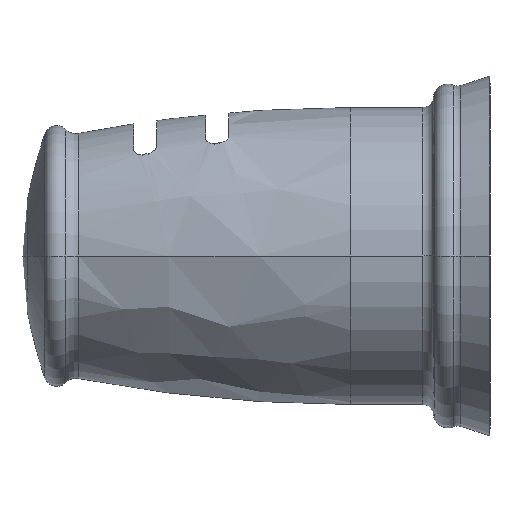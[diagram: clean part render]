
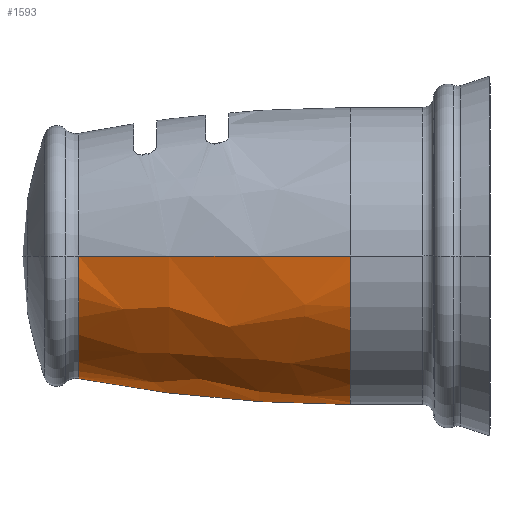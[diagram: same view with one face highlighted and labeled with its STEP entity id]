
A CAD part, left-side view. The second image highlights one B-rep face of the part: STEP entity #1593.
In plain terms, the highlighted free-form (B-spline) face has degree [3, 3] with [7, 4] control points.
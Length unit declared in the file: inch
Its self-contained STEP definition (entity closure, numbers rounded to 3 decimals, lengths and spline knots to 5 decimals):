
#239=CARTESIAN_POINT('',(0.,2.28567,0.));
#240=DIRECTION('',(0.,-1.,0.));
#241=DIRECTION('',(-1.,0.,0.));
#242=AXIS2_PLACEMENT_3D('',#239,#240,#241);
#244=CARTESIAN_POINT('',(7.18231,0.775,0.));
#245=DIRECTION('',(0.,0.,-1.));
#246=DIRECTION('',(-1.,0.,0.));
#247=AXIS2_PLACEMENT_3D('',#244,#245,#246);
#249=CARTESIAN_POINT('',(0.,0.775,0.));
#250=DIRECTION('',(0.,1.,0.));
#251=DIRECTION('',(1.,0.,0.));
#252=AXIS2_PLACEMENT_3D('',#249,#250,#251);
#254=CARTESIAN_POINT('',(-7.18231,0.775,0.));
#255=DIRECTION('',(0.,0.,1.));
#256=DIRECTION('',(1.,0.,0.));
#257=AXIS2_PLACEMENT_3D('',#254,#255,#256);
#1224=CARTESIAN_POINT('',(0.825,0.775,0.));
#1225=CARTESIAN_POINT('',(-0.825,0.775,0.));
#1226=VERTEX_POINT('',#1224);
#1227=VERTEX_POINT('',#1225);
#1232=CARTESIAN_POINT('',(-0.68121,2.28567,0.));
#1233=CARTESIAN_POINT('',(0.68121,2.28567,0.));
#1234=VERTEX_POINT('',#1232);
#1235=VERTEX_POINT('',#1233);
#1557=CARTESIAN_POINT('',(-0.67408,2.31551,
0.04241));
#1558=CARTESIAN_POINT('',(-0.77541,1.79765,
0.04878));
#1559=CARTESIAN_POINT('',(-0.82531,1.27232,
0.05192));
#1560=CARTESIAN_POINT('',(-0.82331,0.7446,
0.0518));
#1561=CARTESIAN_POINT('',(-0.70018,2.31551,
-0.37242));
#1562=CARTESIAN_POINT('',(-0.80543,1.79765,
-0.4284));
#1563=CARTESIAN_POINT('',(-0.85727,1.27232,
-0.45597));
#1564=CARTESIAN_POINT('',(-0.85519,0.7446,
-0.45487));
#1565=CARTESIAN_POINT('',(-0.41565,2.31551,
-0.67541));
#1566=CARTESIAN_POINT('',(-0.47813,1.79765,
-0.77694));
#1567=CARTESIAN_POINT('',(-0.5089,1.27232,
-0.82695));
#1568=CARTESIAN_POINT('',(-0.50767,0.7446,
-0.82494));
#1569=CARTESIAN_POINT('',(0.,2.31551,-0.67541));
#1570=CARTESIAN_POINT('',(0.,1.79765,-0.77694));
#1571=CARTESIAN_POINT('',(0.,1.27232,-0.82695));
#1572=CARTESIAN_POINT('',(0.,0.7446,-0.82494));
#1573=CARTESIAN_POINT('',(0.41565,2.31551,
-0.67541));
#1574=CARTESIAN_POINT('',(0.47813,1.79765,
-0.77694));
#1575=CARTESIAN_POINT('',(0.5089,1.27232,
-0.82695));
#1576=CARTESIAN_POINT('',(0.50767,0.7446,
-0.82494));
#1577=CARTESIAN_POINT('',(0.70018,2.31551,
-0.37242));
#1578=CARTESIAN_POINT('',(0.80543,1.79765,
-0.4284));
#1579=CARTESIAN_POINT('',(0.85727,1.27232,
-0.45597));
#1580=CARTESIAN_POINT('',(0.85519,0.7446,
-0.45487));
#1581=CARTESIAN_POINT('',(0.67408,2.31551,
0.04241));
#1582=CARTESIAN_POINT('',(0.77541,1.79765,
0.04878));
#1583=CARTESIAN_POINT('',(0.82531,1.27232,
0.05192));
#1584=CARTESIAN_POINT('',(0.82331,0.7446,
0.0518));
#1585=(BOUNDED_SURFACE()B_SPLINE_SURFACE(3,3,((#1557,#1558,#1559,#1560),(#1561,
#1562,#1563,#1564),(#1565,#1566,#1567,#1568),(#1569,#1570,#1571,#1572),(#1573,
#1574,#1575,#1576),(#1577,#1578,#1579,#1580),(#1581,#1582,#1583,#1584)),
.UNSPECIFIED.,.F.,.F.,.F.)B_SPLINE_SURFACE_WITH_KNOTS((4,3,4),(4,4),(0.,1.,
2.),(0.,1.),.UNSPECIFIED.)GEOMETRIC_REPRESENTATION_ITEM()RATIONAL_B_SPLINE_SURFACE(((1.19,1.186,1.186,1.19),(
0.94,0.937,0.937,0.94),(
0.94,0.937,0.937,0.94),(
1.19,1.186,1.186,1.19),(
0.94,0.937,0.937,0.94),(
0.94,0.937,0.937,0.94),(
1.19,1.186,1.186,1.19)))REPRESENTATION_ITEM('')SURFACE());
#1586=ORIENTED_EDGE('',*,*,#1416,.F.);
#1587=ORIENTED_EDGE('',*,*,#1470,.F.);
#1589=ORIENTED_EDGE('',*,*,#1588,.F.);
#1590=ORIENTED_EDGE('',*,*,#1466,.T.);
#1591=EDGE_LOOP('',(#1586,#1587,#1589,#1590));
#1592=FACE_OUTER_BOUND('',#1591,.F.);
#1593=ADVANCED_FACE('',(#1592),#1585,.T.);
#243=CIRCLE('',#242,0.68121);
#248=CIRCLE('',#247,8.00731);
#253=CIRCLE('',#252,0.825);
#258=CIRCLE('',#257,8.00731);
#1416=EDGE_CURVE('',#1234,#1235,#243,.T.);
#1466=EDGE_CURVE('',#1226,#1235,#258,.T.);
#1470=EDGE_CURVE('',#1227,#1234,#248,.T.);
#1588=EDGE_CURVE('',#1226,#1227,#253,.T.);
